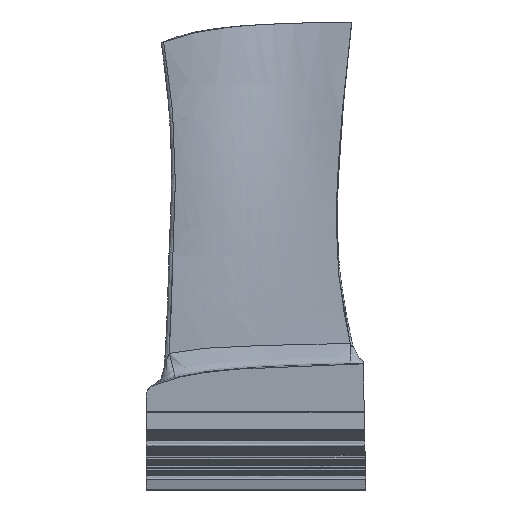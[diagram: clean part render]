
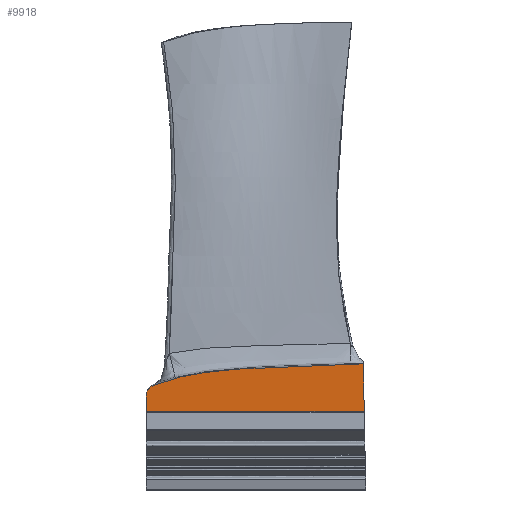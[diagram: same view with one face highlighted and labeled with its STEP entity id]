
A CAD part, front view. The second image highlights one B-rep face of the part: STEP entity #9918.
In plain terms, the highlighted free-form (B-spline) face has degree [1, 1] with [2, 2] control points.
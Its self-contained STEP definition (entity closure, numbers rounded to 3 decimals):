
#9918 = ADVANCED_FACE('',(#9919),#9958,.T.);
#9919 = FACE_BOUND('',#9920,.T.);
#9920 = EDGE_LOOP('',(#9921,#9931,#9938,#9945,#9952));
#9921 = ORIENTED_EDGE('',*,*,#9922,.T.);
#9922 = EDGE_CURVE('',#9923,#9925,#9927,.T.);
#9923 = VERTEX_POINT('',#9924);
#9924 = CARTESIAN_POINT('',(-47.944,-16.134,
    0.883));
#9925 = VERTEX_POINT('',#9926);
#9926 = CARTESIAN_POINT('',(46.,-16.743,
    10.566));
#9927 = ( BOUNDED_CURVE() B_SPLINE_CURVE(2,(#9928,#9929,#9930),
.UNSPECIFIED.,.F.,.F.) B_SPLINE_CURVE_WITH_KNOTS((3,3),(0.,1.),
.PIECEWISE_BEZIER_KNOTS.) CURVE() GEOMETRIC_REPRESENTATION_ITEM() 
RATIONAL_B_SPLINE_CURVE((1.061,1.586,1.)) 
REPRESENTATION_ITEM('') );
#9928 = CARTESIAN_POINT('',(-47.944,-16.134,
    0.883));
#9929 = CARTESIAN_POINT('',(-29.181,-16.618,
    8.58));
#9930 = CARTESIAN_POINT('',(46.,-16.743,
    10.566));
#9931 = ORIENTED_EDGE('',*,*,#9932,.T.);
#9932 = EDGE_CURVE('',#9925,#9933,#9935,.T.);
#9933 = VERTEX_POINT('',#9934);
#9934 = CARTESIAN_POINT('',(46.409,-15.405,
    -10.706));
#9935 = B_SPLINE_CURVE_WITH_KNOTS('',1,(#9936,#9937),.UNSPECIFIED.,.F.,
  .F.,(2,2),(0.,20.855),.PIECEWISE_BEZIER_KNOTS.);
#9936 = CARTESIAN_POINT('',(46.,-16.743,
    10.566));
#9937 = CARTESIAN_POINT('',(46.409,-15.405,
    -10.706));
#9938 = ORIENTED_EDGE('',*,*,#9939,.T.);
#9939 = EDGE_CURVE('',#9933,#9940,#9942,.T.);
#9940 = VERTEX_POINT('',#9941);
#9941 = CARTESIAN_POINT('',(-51.111,-15.405,
    -10.706));
#9942 = B_SPLINE_CURVE_WITH_KNOTS('',1,(#9943,#9944),.UNSPECIFIED.,.F.,
  .F.,(2,2),(0.,95.4),.PIECEWISE_BEZIER_KNOTS.);
#9943 = CARTESIAN_POINT('',(46.409,-15.405,
    -10.706));
#9944 = CARTESIAN_POINT('',(-51.111,-15.405,
    -10.706));
#9945 = ORIENTED_EDGE('',*,*,#9946,.T.);
#9946 = EDGE_CURVE('',#9940,#9947,#9949,.T.);
#9947 = VERTEX_POINT('',#9948);
#9948 = CARTESIAN_POINT('',(-51.111,-15.837,
    -3.835));
#9949 = B_SPLINE_CURVE_WITH_KNOTS('',1,(#9950,#9951),.UNSPECIFIED.,.F.,
  .F.,(2,2),(0.,6.735),.PIECEWISE_BEZIER_KNOTS.);
#9950 = CARTESIAN_POINT('',(-51.111,-15.405,
    -10.706));
#9951 = CARTESIAN_POINT('',(-51.111,-15.837,
    -3.835));
#9952 = ORIENTED_EDGE('',*,*,#9953,.T.);
#9953 = EDGE_CURVE('',#9947,#9923,#9954,.T.);
#9954 = ( BOUNDED_CURVE() B_SPLINE_CURVE(2,(#9955,#9956,#9957),
.UNSPECIFIED.,.F.,.F.) B_SPLINE_CURVE_WITH_KNOTS((3,3),(5.102,
6.283),.PIECEWISE_BEZIER_KNOTS.) CURVE() 
GEOMETRIC_REPRESENTATION_ITEM() RATIONAL_B_SPLINE_CURVE((1.,
0.831,1.)) REPRESENTATION_ITEM('') );
#9955 = CARTESIAN_POINT('',(-51.111,-15.837,
    -3.835));
#9956 = CARTESIAN_POINT('',(-51.111,-16.052,
    -0.417));
#9957 = CARTESIAN_POINT('',(-47.944,-16.134,
    0.883));
#9958 = B_SPLINE_SURFACE_WITH_KNOTS('',1,1,(
    (#9959,#9960)
    ,(#9961,#9962
    )),.UNSPECIFIED.,.F.,.F.,.F.,(2,2),(2,2),(0.,1.),(0.,1.),
  .PIECEWISE_BEZIER_KNOTS.);
#9959 = CARTESIAN_POINT('',(46.409,-16.743,
    10.566));
#9960 = CARTESIAN_POINT('',(-51.111,-16.743,
    10.566));
#9961 = CARTESIAN_POINT('',(46.409,-15.405,
    -10.706));
#9962 = CARTESIAN_POINT('',(-51.111,-15.405,
    -10.706));
